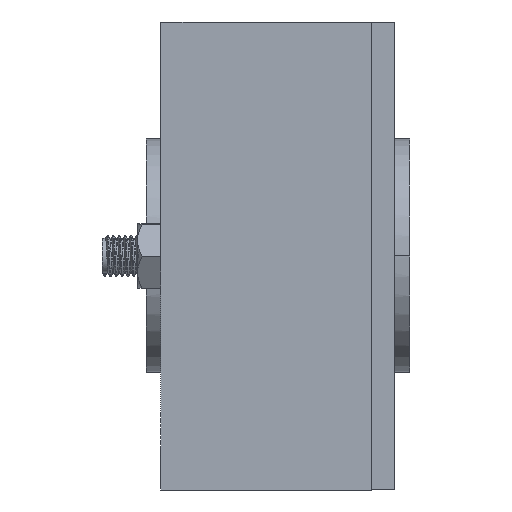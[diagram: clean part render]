
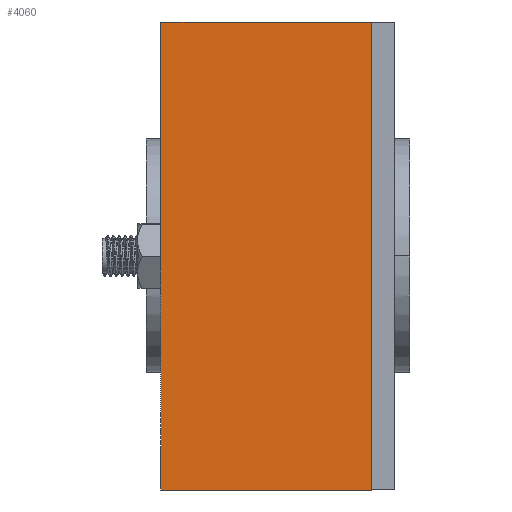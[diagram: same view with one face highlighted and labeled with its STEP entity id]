
A CAD part, left-side view. The second image highlights one B-rep face of the part: STEP entity #4060.
In plain terms, the highlighted planar face has unit normal (-1, 0, 0).
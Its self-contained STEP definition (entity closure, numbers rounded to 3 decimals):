
#62 = ORIENTED_EDGE ( 'NONE', *, *, #4916, .T. ) ;
#296 = CARTESIAN_POINT ( 'NONE',  ( -20., 2., 20. ) ) ;
#320 = DIRECTION ( 'NONE',  ( 0., 0., -1. ) ) ;
#1500 = CARTESIAN_POINT ( 'NONE',  ( -20., -16., -20. ) ) ;
#1932 = ORIENTED_EDGE ( 'NONE', *, *, #6203, .T. ) ;
#2023 = DIRECTION ( 'NONE',  ( 0., 0., -1. ) ) ;
#2575 = CARTESIAN_POINT ( 'NONE',  ( -20., 2., -20. ) ) ;
#2748 = ORIENTED_EDGE ( 'NONE', *, *, #3536, .T. ) ;
#2759 = ORIENTED_EDGE ( 'NONE', *, *, #6874, .F. ) ;
#2944 = VECTOR ( 'NONE', #7049, 1000. ) ;
#3105 = DIRECTION ( 'NONE',  ( 0., 1., 0. ) ) ;
#3536 = EDGE_CURVE ( 'NONE', #5126, #3888, #4611, .T. ) ;
#3713 = VERTEX_POINT ( 'NONE', #4495 ) ;
#3888 = VERTEX_POINT ( 'NONE', #296 ) ;
#3929 = CARTESIAN_POINT ( 'NONE',  ( -20., -16., 20. ) ) ;
#3931 = EDGE_LOOP ( 'NONE', ( #1932, #2748, #62, #2759 ) ) ;
#4060 = ADVANCED_FACE ( 'NONE', ( #6404 ), #5339, .F. ) ;
#4069 = VECTOR ( 'NONE', #4369, 1000. ) ;
#4123 = DIRECTION ( 'NONE',  ( 1., 0., 0. ) ) ;
#4218 = CARTESIAN_POINT ( 'NONE',  ( -20., -16., 0. ) ) ;
#4369 = DIRECTION ( 'NONE',  ( 0., 0., 1. ) ) ;
#4495 = CARTESIAN_POINT ( 'NONE',  ( -20., 2., -20. ) ) ;
#4611 = LINE ( 'NONE', #4645, #4756 ) ;
#4645 = CARTESIAN_POINT ( 'NONE',  ( -20., -28., 20. ) ) ;
#4756 = VECTOR ( 'NONE', #3105, 1000. ) ;
#4868 = LINE ( 'NONE', #4942, #2944 ) ;
#4899 = VERTEX_POINT ( 'NONE', #1500 ) ;
#4906 = LINE ( 'NONE', #4218, #4069 ) ;
#4916 = EDGE_CURVE ( 'NONE', #3888, #3713, #5283, .T. ) ;
#4942 = CARTESIAN_POINT ( 'NONE',  ( -20., -28., -20. ) ) ;
#5126 = VERTEX_POINT ( 'NONE', #3929 ) ;
#5283 = LINE ( 'NONE', #2575, #5432 ) ;
#5339 = PLANE ( 'NONE',  #5788 ) ;
#5432 = VECTOR ( 'NONE', #320, 1000. ) ;
#5788 = AXIS2_PLACEMENT_3D ( 'NONE', #6940, #4123, #2023 ) ;
#6203 = EDGE_CURVE ( 'NONE', #4899, #5126, #4906, .T. ) ;
#6404 = FACE_OUTER_BOUND ( 'NONE', #3931, .T. ) ;
#6874 = EDGE_CURVE ( 'NONE', #4899, #3713, #4868, .T. ) ;
#6940 = CARTESIAN_POINT ( 'NONE',  ( -20., -28., -20. ) ) ;
#7049 = DIRECTION ( 'NONE',  ( 0., 1., 0. ) ) ;
